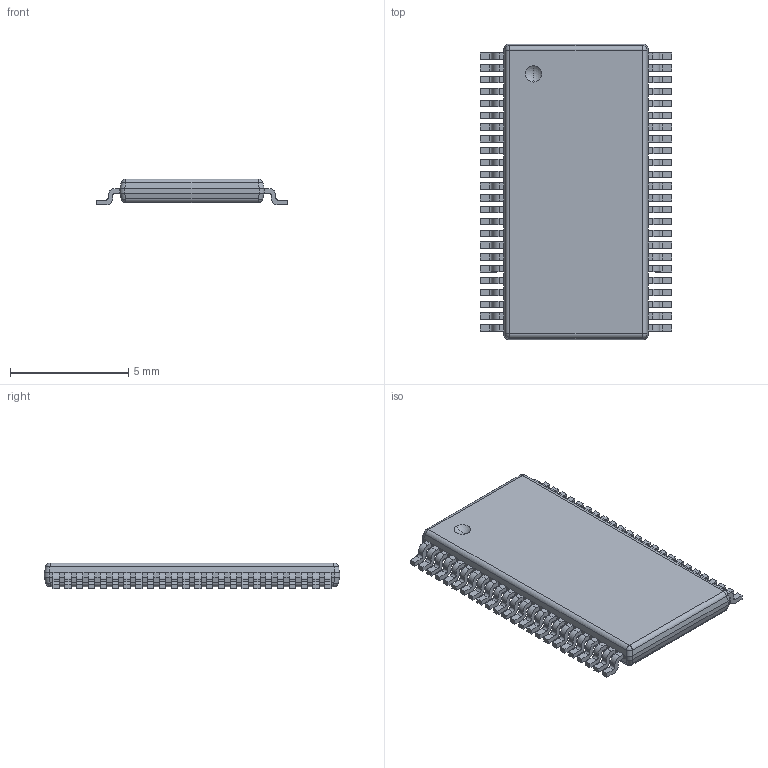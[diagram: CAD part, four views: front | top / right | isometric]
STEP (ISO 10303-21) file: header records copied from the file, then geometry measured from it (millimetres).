
FILE_DESCRIPTION(('FreeCAD Model'),'2;1');
FILE_NAME('TSSOP_48_6_1x12_5mm_Pitch0_5mm.step', '2018-02-13T14:10:28',('kicad StepUp'),('ksu MCAD'), 'Open CASCADE STEP processor 6.8','FreeCAD','Unknown');
FILE_SCHEMA(('AUTOMOTIVE_DESIGN_CC2 { 1 2 10303 214 -1 1 5 4 }'));
Length unit declared in the file: millimetre
Products named in the file (1): TSSOP_48_6_1x12_5mm_Pitch0_5mm
Bounding box: 8.1 x 12.5 x 1.1 mm (x, y, z)
Volume: 78 mm3; surface area: 239.7 mm2
Topology: 1 solids, 1 shells, 718 faces, 1928 edges, 1213 vertices
Faces by surface type: plane 494, cylinder 214, sphere 10
Entity records: 27130 total; most frequent: CARTESIAN_POINT 3932, ORIENTED_EDGE 3856, DIRECTION 3756, EDGE_CURVE 1928, LINE 1490, VECTOR 1490, VERTEX_POINT 1213, AXIS2_PLACEMENT_3D 1133
